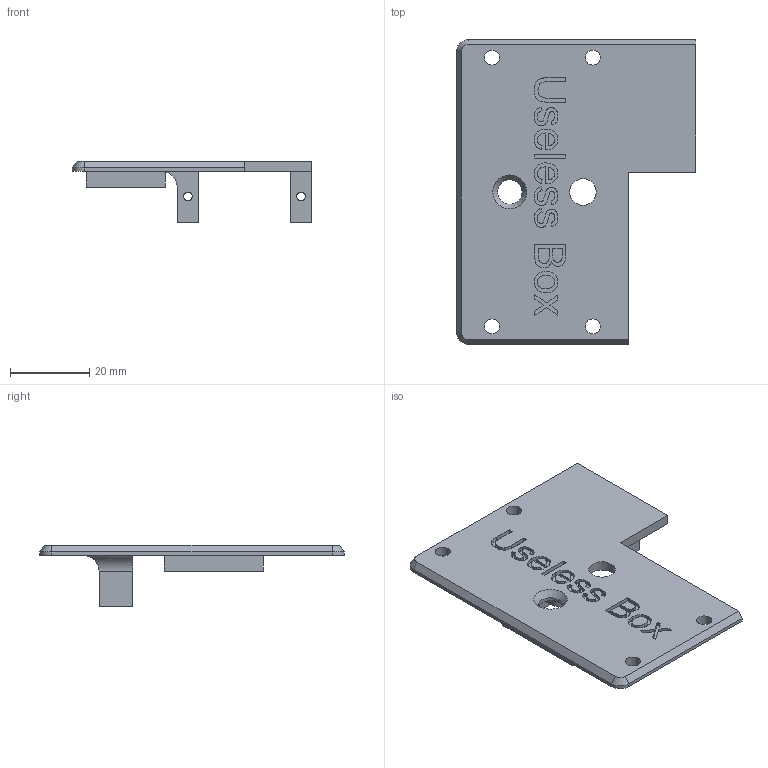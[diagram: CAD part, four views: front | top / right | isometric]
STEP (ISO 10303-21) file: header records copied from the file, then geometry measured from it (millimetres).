
FILE_DESCRIPTION(/* description */ (''),/* implementation_level */ '2;1');
FILE_NAME(/* name */ 'Smart Useless Box fixed lid v1.step',/* time_stamp */ '2019-09-11T22:45:11+02:00',/* author */ (''),/* organization */ (''),/* preprocessor_version */ 'ST-DEVELOPER v18',/* originating_system */ 'Autodesk Translation Framework v8.6.0.1094',/* authorisation */ '');
FILE_SCHEMA (('AUTOMOTIVE_DESIGN { 1 0 10303 214 3 1 1 }'));
Length unit declared in the file: millimetre
Products named in the file (1): Fixed Lid
Bounding box: 60.5 x 77 x 15.6 mm (x, y, z)
Volume: 11467.4 mm3; surface area: 10199.6 mm2
Topology: 1 solids, 1 shells, 301 faces, 830 edges, 550 vertices
Faces by surface type: bspline 181, plane 100, cylinder 17, cone 3
Full cylindrical faces by diameter (mm): 2.2 x2, 2.5 x2, 3.8 x4, 6.2 x1, 6.7 x1
Entity records: 11283 total; most frequent: CARTESIAN_POINT 4759, ORIENTED_EDGE 1660, EDGE_CURVE 830, DIRECTION 754, VERTEX_POINT 550, LINE 424, VECTOR 424, B_SPLINE_CURVE_WITH_KNOTS 362
